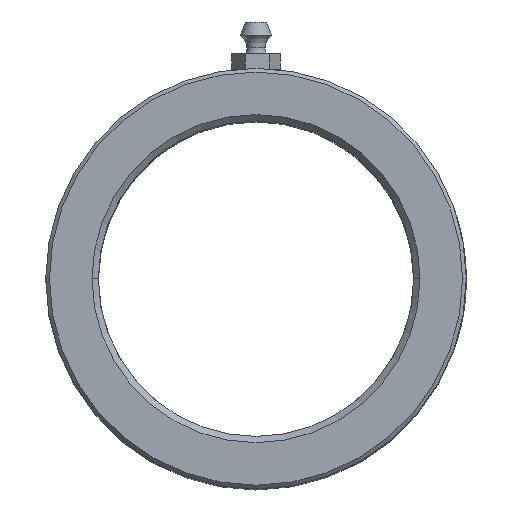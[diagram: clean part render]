
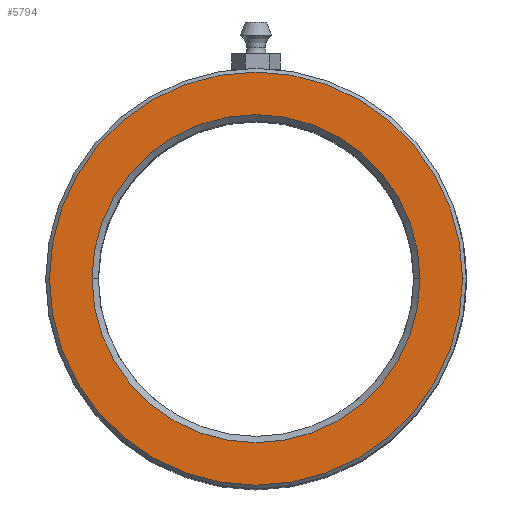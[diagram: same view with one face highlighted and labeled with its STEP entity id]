
A CAD part, top view. The second image highlights one B-rep face of the part: STEP entity #5794.
In plain terms, the highlighted planar face has unit normal (0, 0, 1).
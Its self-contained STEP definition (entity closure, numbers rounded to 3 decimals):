
#43 = CARTESIAN_POINT ( 'NONE',  ( -39.3, 0., 120. ) ) ;
#173 = AXIS2_PLACEMENT_3D ( 'NONE', #6447, #821, #5945 ) ;
#288 = CIRCLE ( 'NONE', #5007, 39.3 ) ;
#668 = VERTEX_POINT ( 'NONE', #5415 ) ;
#821 = DIRECTION ( 'NONE',  ( 0., 0., -1. ) ) ;
#942 = VERTEX_POINT ( 'NONE', #4383 ) ;
#968 = ORIENTED_EDGE ( 'NONE', *, *, #3822, .T. ) ;
#1048 = DIRECTION ( 'NONE',  ( 0., 0., 1. ) ) ;
#1406 = CARTESIAN_POINT ( 'NONE',  ( 0., 0., 120. ) ) ;
#1546 = CIRCLE ( 'NONE', #6199, 39.3 ) ;
#1611 = PLANE ( 'NONE',  #5340 ) ;
#1718 = CARTESIAN_POINT ( 'NONE',  ( 0., 0., 120. ) ) ;
#1805 = AXIS2_PLACEMENT_3D ( 'NONE', #1718, #6318, #2924 ) ;
#2048 = DIRECTION ( 'NONE',  ( 1., 0., 0. ) ) ;
#2414 = EDGE_CURVE ( 'NONE', #942, #2526, #1546, .T. ) ;
#2526 = VERTEX_POINT ( 'NONE', #43 ) ;
#2538 = CIRCLE ( 'NONE', #1805, 31.2 ) ;
#2595 = EDGE_CURVE ( 'NONE', #668, #5434, #6106, .T. ) ;
#2924 = DIRECTION ( 'NONE',  ( 1., 0., 0. ) ) ;
#3822 = EDGE_CURVE ( 'NONE', #5434, #668, #2538, .T. ) ;
#3825 = CARTESIAN_POINT ( 'NONE',  ( 31.2, 0., 120. ) ) ;
#4383 = CARTESIAN_POINT ( 'NONE',  ( 39.3, 0., 120. ) ) ;
#4711 = EDGE_CURVE ( 'NONE', #2526, #942, #288, .T. ) ;
#4817 = DIRECTION ( 'NONE',  ( 0., 0., 1. ) ) ;
#5007 = AXIS2_PLACEMENT_3D ( 'NONE', #6130, #1048, #6693 ) ;
#5260 = EDGE_LOOP ( 'NONE', ( #968, #6349 ) ) ;
#5288 = FACE_OUTER_BOUND ( 'NONE', #5454, .T. ) ;
#5340 = AXIS2_PLACEMENT_3D ( 'NONE', #6978, #5512, #2048 ) ;
#5415 = CARTESIAN_POINT ( 'NONE',  ( -31.2, 0., 120. ) ) ;
#5434 = VERTEX_POINT ( 'NONE', #3825 ) ;
#5454 = EDGE_LOOP ( 'NONE', ( #7343, #6377 ) ) ;
#5512 = DIRECTION ( 'NONE',  ( 0., 0., 1. ) ) ;
#5794 = ADVANCED_FACE ( 'NONE', ( #5288, #5993 ), #1611, .T. ) ;
#5945 = DIRECTION ( 'NONE',  ( 1., 0., 0. ) ) ;
#5993 = FACE_BOUND ( 'NONE', #5260, .T. ) ;
#6019 = DIRECTION ( 'NONE',  ( 1., 0., 0. ) ) ;
#6106 = CIRCLE ( 'NONE', #173, 31.2 ) ;
#6130 = CARTESIAN_POINT ( 'NONE',  ( 0., 0., 120. ) ) ;
#6199 = AXIS2_PLACEMENT_3D ( 'NONE', #1406, #4817, #6019 ) ;
#6318 = DIRECTION ( 'NONE',  ( 0., 0., -1. ) ) ;
#6349 = ORIENTED_EDGE ( 'NONE', *, *, #2595, .T. ) ;
#6377 = ORIENTED_EDGE ( 'NONE', *, *, #2414, .T. ) ;
#6447 = CARTESIAN_POINT ( 'NONE',  ( 0., 0., 120. ) ) ;
#6693 = DIRECTION ( 'NONE',  ( 1., 0., 0. ) ) ;
#6978 = CARTESIAN_POINT ( 'NONE',  ( 0., 0., 120. ) ) ;
#7343 = ORIENTED_EDGE ( 'NONE', *, *, #4711, .T. ) ;
